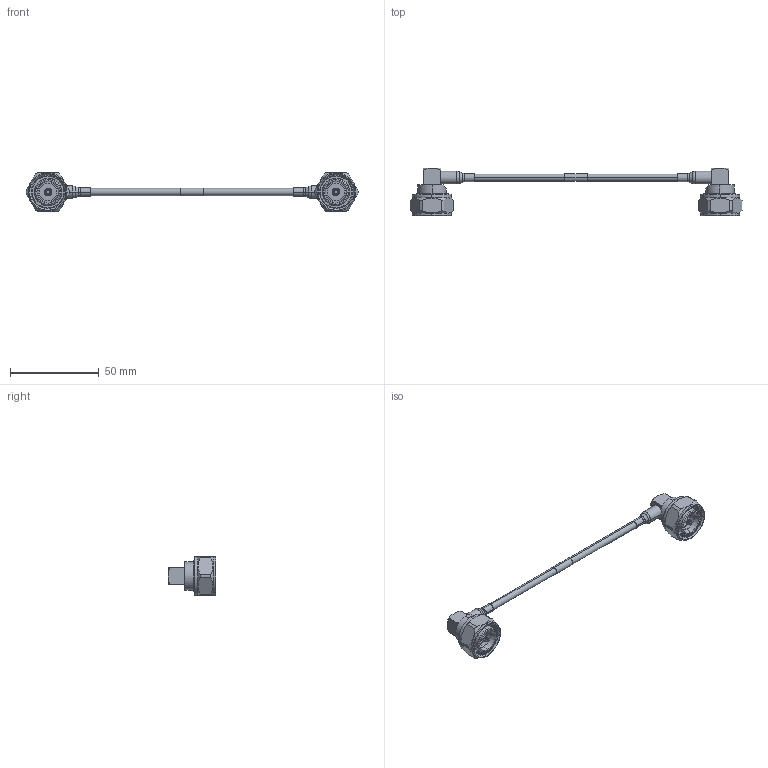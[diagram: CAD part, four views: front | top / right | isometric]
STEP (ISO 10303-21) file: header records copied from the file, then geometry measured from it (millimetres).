
FILE_DESCRIPTION (( 'STEP AP214' ), '1' );
FILE_NAME ('PE3C7956_3D.STEP', '2021-04-08T19:20:52', ( '' ), ( '' ), 'SwSTEP 2.0', 'SolidWorks 2020', '' );
FILE_SCHEMA (( 'AUTOMOTIVE_DESIGN' ));
Length unit declared in the file: inch
Products named in the file (4): TC-402-4310M-RA-LP-PE; PE3C7956_3D; TFT-402_WITH LABEL; TFT-402-MA1
Assembly tree (5 placements, depth 2):
  PE3C7956_3D
    TFT-402_WITH LABEL
    TFT-402-MA1  x2
    TC-402-4310M-RA-LP-PE  x2
Bounding box: 187.3 x 27 x 22 mm (x, y, z)
Volume: 12371.5 mm3; surface area: 12854.9 mm2
Topology: 7 solids, 9 shells, 414 faces, 926 edges, 552 vertices
Faces by surface type: cylinder 158, cone 108, plane 92, torus 56
Entity records: 6821 total; most frequent: CARTESIAN_POINT 1719, DIRECTION 1139, ORIENTED_EDGE 944, AXIS2_PLACEMENT_3D 483, EDGE_CURVE 472, VERTEX_POINT 282, CIRCLE 263, EDGE_LOOP 236
